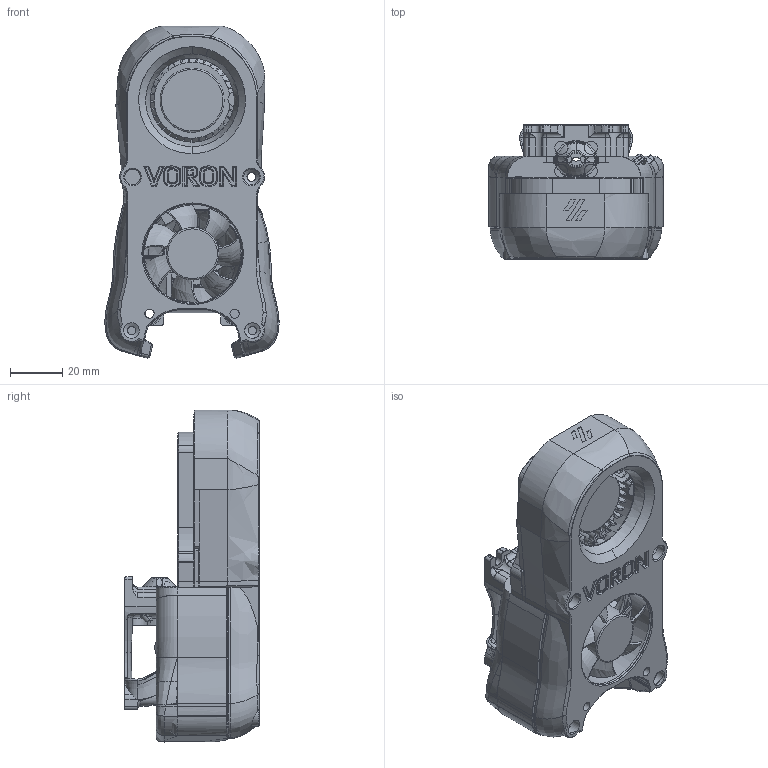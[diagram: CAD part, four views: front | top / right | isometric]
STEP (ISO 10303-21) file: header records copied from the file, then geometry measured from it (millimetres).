
FILE_DESCRIPTION(/* description */ (''),/* implementation_level */ '2;1');
FILE_NAME(/* name */ 'Untitled.step',/* time_stamp */ '2021-06-22T19:00:43-05:00',/* author */ (''),/* organization */ (''),/* preprocessor_version */ 'ST-DEVELOPER v18.1',/* originating_system */ 'Autodesk Translation Framework v10.9.0.1377',/* authorisation */ '');
FILE_SCHEMA (('AUTOMOTIVE_DESIGN { 1 0 10303 214 3 1 1 }'));
Products named in the file (13): Untitled; 5015 model; turbine (1); top (1); bottom (1); ab-bn-30-FAN-front; 40x40x10 DC Fan v2 (1) v1; ab-bn-30_Fan_back; AB-BN-30_Fan_Spring; AB-BN-30_Hotend_back; AB_BN_HOTEND_Front; AB_BN_30_Hotend_Front; AB-BN-30-spacer v1
Assembly tree (12 placements, depth 3):
  Untitled
    5015 model
      turbine (1)
      top (1)
      bottom (1)
    ab-bn-30-FAN-front
    40x40x10 DC Fan v2 (1) v1
    ab-bn-30_Fan_back
    AB-BN-30_Fan_Spring
    AB-BN-30_Hotend_back
    AB_BN_HOTEND_Front
      AB_BN_30_Hotend_Front
    AB-BN-30-spacer v1
Bounding box: 66.56 x 51.43 x 126.87 mm (x, y, z)
Volume: 191917 mm3; surface area: 146951 mm2
Topology: 12 solids, 21 shells, 4437 faces, 12668 edges, 8243 vertices
Faces by surface type: bspline 2070, plane 1231, cylinder 823, cone 169, torus 139, sphere 5
Full cylindrical faces by diameter (mm): 2.66 x2, 2.755 x2, 3.1 x2, 3.4 x6, 3.45 x4, 3.5 x16, 3.9 x1, 4.1 x1, 4.275 x2, 4.713 x4, 4.8 x6, 4.995 x1, 5 x3, 5.005 x1, 6 x10, 18.8 x1, 19.2 x1, 20 x1, 22.8 x1, 24.5 x1, 32 x1, 38 x1
Entity records: 283754 total; most frequent: CARTESIAN_POINT 184579, ORIENTED_EDGE 25256, DIRECTION 13510, EDGE_CURVE 12628, VERTEX_POINT 8244, B_SPLINE_CURVE_WITH_KNOTS 6089, AXIS2_PLACEMENT_3D 4831, EDGE_LOOP 4633
